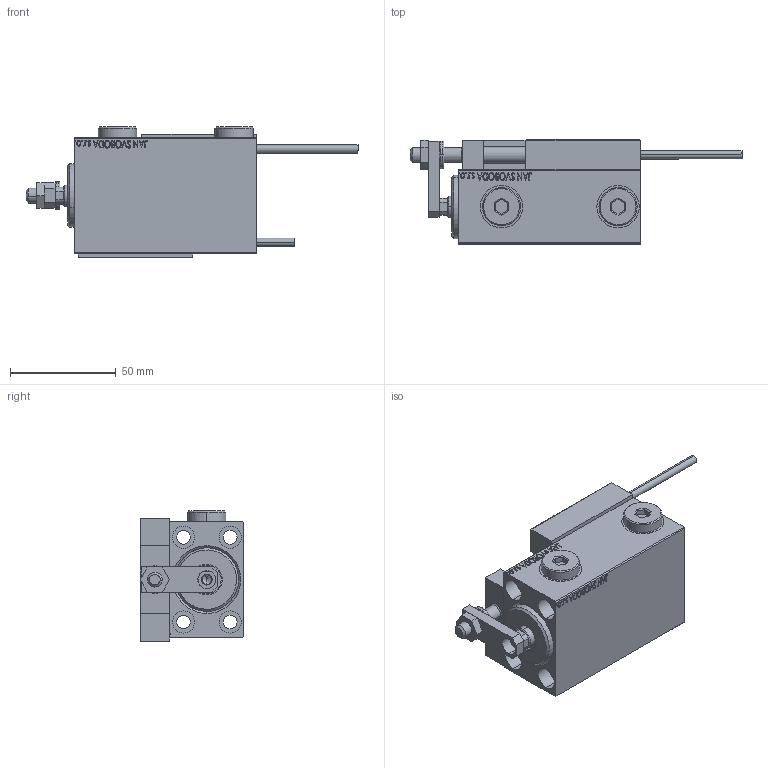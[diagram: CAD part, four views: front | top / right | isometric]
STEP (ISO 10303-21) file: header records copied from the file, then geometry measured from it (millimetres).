
FILE_DESCRIPTION (( 'STEP AP203' ), '1' );
FILE_NAME ('8fee.STEP', '2024-02-13T07:36:07', ( '' ), ( '' ), 'SwSTEP 2.0', 'SolidWorks 2019', '' );
FILE_SCHEMA (( 'CONFIG_CONTROL_DESIGN' ));
Length unit declared in the file: millimetre
Products named in the file (16): SWITCH_X_FRONT_BACK 0464a531110de48e97d43f1dc6229ba7; SWITCH X 0464a531110de48e97d43f1dc6229ba7; ALLEN BOLT D5 0464a531110de48e97d43f1dc6229ba7; TYC_L79 0464a531110de48e97d43f1dc6229ba7; Block 0464a531110de48e97d43f1dc6229ba7; V450CM_C_Body 0464a531110de48e97d43f1dc6229ba7; NUT_D12 0464a531110de48e97d43f1dc6229ba7; V450CM_VC_B 0464a531110de48e97d43f1dc6229ba7; ZARAZKA 0464a531110de48e97d43f1dc6229ba7; V450CM_C_VCP 0464a531110de48e97d43f1dc6229ba7; 8fee; KONCOVKA 0464a531110de48e97d43f1dc6229ba7; Zatka_OIL_PORT 0464a531110de48e97d43f1dc6229ba7; SWITCH DIM B,W 0464a531110de48e97d43f1dc6229ba7; ALLEN BOLT D8 0464a531110de48e97d43f1dc6229ba7; MAGNET 0464a531110de48e97d43f1dc6229ba7
Assembly tree (26 placements, depth 3):
  8fee
    V450CM_C_Body 0464a531110de48e97d43f1dc6229ba7
    SWITCH X 0464a531110de48e97d43f1dc6229ba7
      SWITCH_X_FRONT_BACK 0464a531110de48e97d43f1dc6229ba7  x2
      TYC_L79 0464a531110de48e97d43f1dc6229ba7
      Block 0464a531110de48e97d43f1dc6229ba7  x2
      ALLEN BOLT D5 0464a531110de48e97d43f1dc6229ba7  x4
      ALLEN BOLT D8 0464a531110de48e97d43f1dc6229ba7  x4
      MAGNET 0464a531110de48e97d43f1dc6229ba7  x2
      KONCOVKA 0464a531110de48e97d43f1dc6229ba7  x2
    NUT_D12 0464a531110de48e97d43f1dc6229ba7
    SWITCH DIM B,W 0464a531110de48e97d43f1dc6229ba7
    ZARAZKA 0464a531110de48e97d43f1dc6229ba7
    V450CM_C_VCP 0464a531110de48e97d43f1dc6229ba7
    V450CM_VC_B 0464a531110de48e97d43f1dc6229ba7
    Zatka_OIL_PORT 0464a531110de48e97d43f1dc6229ba7  x2
Bounding box: 156.7 x 49 x 61.4 mm (x, y, z)
Volume: 186213.2 mm3; surface area: 63716.8 mm2
Topology: 25 solids, 25 shells, 1339 faces, 3194 edges, 2039 vertices
Faces by surface type: plane 595, bspline 380, cylinder 206, cone 110, torus 44, sphere 4
Entity records: 51528 total; most frequent: CARTESIAN_POINT 26248, ORIENTED_EDGE 5328, DIRECTION 3650, EDGE_CURVE 2664, VERTEX_POINT 1739, VECTOR 1536, LINE 1536, EDGE_LOOP 1239
